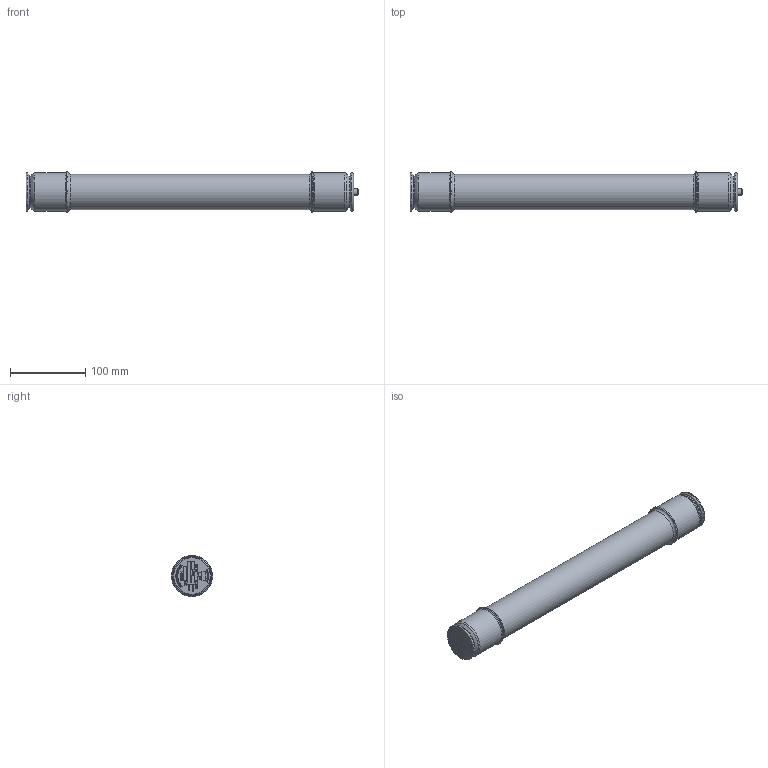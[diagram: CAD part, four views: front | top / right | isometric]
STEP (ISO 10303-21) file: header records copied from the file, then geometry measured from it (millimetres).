
FILE_DESCRIPTION (( 'STEP AP214' ), '1' );
FILE_NAME ('701752rev-.STEP', '2018-08-06T15:47:33', ( '' ), ( '' ), 'SwSTEP 2.0', 'SolidWorks 2017', '' );
FILE_SCHEMA (( 'AUTOMOTIVE_DESIGN' ));
Length unit declared in the file: inch
Products named in the file (1): 701752rev-
Bounding box: 441.05 x 54.76 x 54.76 mm (x, y, z)
Surface area: 157057.4 mm2 (no closed solid volume)
Topology: 0 solids, 34 shells, 151 faces, 1315 edges, 1179 vertices
Faces by surface type: plane 83, bspline 31, torus 17, cylinder 10, cone 10
Full cylindrical faces by diameter (mm): 6.731 x1, 8.357 x1, 41.402 x2, 47.142 x2, 47.162 x1, 50.8 x3
Entity records: 18379 total; most frequent: CARTESIAN_POINT 8108, ORIENTED_EDGE 1420, EDGE_CURVE 1272, DIRECTION 1226, VERTEX_POINT 1173, VECTOR 884, LINE 884, B_SPLINE_CURVE_WITH_KNOTS 338
